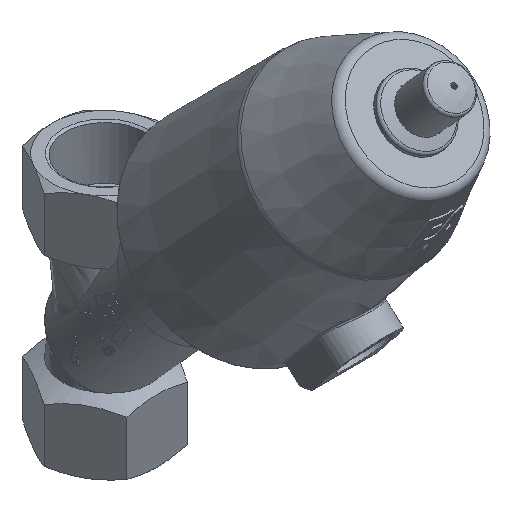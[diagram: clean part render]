
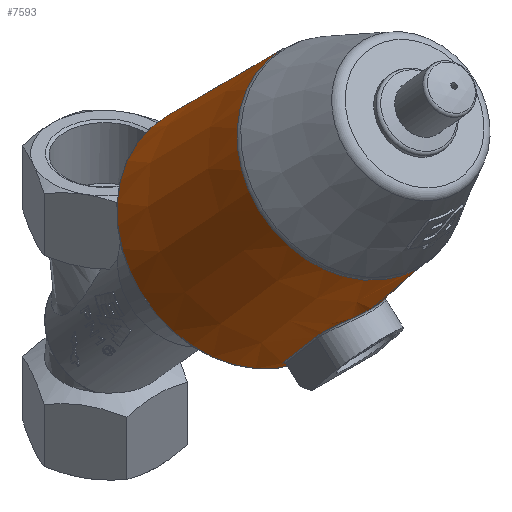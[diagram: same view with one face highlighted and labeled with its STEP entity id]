
A CAD part, isometric view. The second image highlights one B-rep face of the part: STEP entity #7593.
In plain terms, the highlighted conical face has half-angle 3 degrees and reference radius 29.163 mm.
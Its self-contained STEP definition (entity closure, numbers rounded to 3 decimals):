
#134=CONICAL_SURFACE('',#8432,29.163,0.052);
#511=CIRCLE('',#8428,30.472);
#512=CIRCLE('',#8429,30.472);
#513=CIRCLE('',#8430,30.472);
#515=CIRCLE('',#8433,30.318);
#516=CIRCLE('',#8434,27.86);
#517=CIRCLE('',#8435,27.86);
#518=CIRCLE('',#8436,27.86);
#519=CIRCLE('',#8437,30.318);
#824=B_SPLINE_CURVE_WITH_KNOTS('',3,(#16583,#16584,#16585,#16586),
 .UNSPECIFIED.,.F.,.F.,(4,4),(-1.856,-0.398),
 .UNSPECIFIED.);
#825=B_SPLINE_CURVE_WITH_KNOTS('',3,(#16588,#16589,#16590,#16591,#16592,
#16593,#16594),.UNSPECIFIED.,.F.,.F.,(4,1,1,1,4),(-1.517,-1.3,
-0.65,-0.433,0.),.UNSPECIFIED.);
#826=B_SPLINE_CURVE_WITH_KNOTS('',3,(#16603,#16604,#16605,#16606,#16607,
#16608,#16609),.UNSPECIFIED.,.F.,.F.,(4,1,1,1,4),(-3.034,-2.601,
-2.167,-1.734,-1.517),.UNSPECIFIED.);
#827=B_SPLINE_CURVE_WITH_KNOTS('',3,(#16611,#16612,#16613,#16614),
 .UNSPECIFIED.,.F.,.F.,(4,4),(-0.399,-0.391),
 .UNSPECIFIED.);
#1189=LINE('',#16579,#1597);
#1190=LINE('',#16596,#1598);
#1597=VECTOR('',#10210,29.163);
#1598=VECTOR('',#10213,29.163);
#2222=FACE_OUTER_BOUND('',#2684,.T.);
#2684=EDGE_LOOP('',(#6718,#6719,#6720,#6721,#6722,#6723,#6724,#6725,#6726,
#6727,#6728,#6729,#6730,#6731,#6732,#6733));
#3564=VERTEX_POINT('',#16569);
#3565=VERTEX_POINT('',#16571);
#3566=VERTEX_POINT('',#16573);
#3567=VERTEX_POINT('',#16578);
#3568=VERTEX_POINT('',#16580);
#3569=VERTEX_POINT('',#16582);
#3570=VERTEX_POINT('',#16587);
#3571=VERTEX_POINT('',#16595);
#3572=VERTEX_POINT('',#16597);
#3573=VERTEX_POINT('',#16599);
#3574=VERTEX_POINT('',#16602);
#3575=VERTEX_POINT('',#16610);
#4650=EDGE_CURVE('',#3564,#3565,#511,.T.);
#4651=EDGE_CURVE('',#3565,#3566,#512,.T.);
#4652=EDGE_CURVE('',#3566,#3564,#513,.T.);
#4654=EDGE_CURVE('',#3565,#3567,#1189,.T.);
#4655=EDGE_CURVE('',#3568,#3567,#515,.T.);
#4656=EDGE_CURVE('',#3569,#3568,#824,.T.);
#4657=EDGE_CURVE('',#3570,#3569,#825,.T.);
#4658=EDGE_CURVE('',#3570,#3571,#1190,.T.);
#4659=EDGE_CURVE('',#3572,#3571,#516,.T.);
#4660=EDGE_CURVE('',#3573,#3572,#517,.T.);
#4661=EDGE_CURVE('',#3571,#3573,#518,.T.);
#4662=EDGE_CURVE('',#3574,#3570,#826,.T.);
#4663=EDGE_CURVE('',#3575,#3574,#827,.T.);
#4664=EDGE_CURVE('',#3567,#3575,#519,.T.);
#6718=ORIENTED_EDGE('',*,*,#4652,.F.);
#6719=ORIENTED_EDGE('',*,*,#4651,.F.);
#6720=ORIENTED_EDGE('',*,*,#4654,.T.);
#6721=ORIENTED_EDGE('',*,*,#4655,.F.);
#6722=ORIENTED_EDGE('',*,*,#4656,.F.);
#6723=ORIENTED_EDGE('',*,*,#4657,.F.);
#6724=ORIENTED_EDGE('',*,*,#4658,.T.);
#6725=ORIENTED_EDGE('',*,*,#4659,.F.);
#6726=ORIENTED_EDGE('',*,*,#4660,.F.);
#6727=ORIENTED_EDGE('',*,*,#4661,.F.);
#6728=ORIENTED_EDGE('',*,*,#4658,.F.);
#6729=ORIENTED_EDGE('',*,*,#4662,.F.);
#6730=ORIENTED_EDGE('',*,*,#4663,.F.);
#6731=ORIENTED_EDGE('',*,*,#4664,.F.);
#6732=ORIENTED_EDGE('',*,*,#4654,.F.);
#6733=ORIENTED_EDGE('',*,*,#4650,.F.);
#7593=ADVANCED_FACE('',(#2222),#134,.T.);
#8428=AXIS2_PLACEMENT_3D('',#16572,#10200,#10201);
#8429=AXIS2_PLACEMENT_3D('',#16574,#10202,#10203);
#8430=AXIS2_PLACEMENT_3D('',#16575,#10204,#10205);
#8432=AXIS2_PLACEMENT_3D('',#16577,#10208,#10209);
#8433=AXIS2_PLACEMENT_3D('',#16581,#10211,#10212);
#8434=AXIS2_PLACEMENT_3D('',#16598,#10214,#10215);
#8435=AXIS2_PLACEMENT_3D('',#16600,#10216,#10217);
#8436=AXIS2_PLACEMENT_3D('',#16601,#10218,#10219);
#8437=AXIS2_PLACEMENT_3D('',#16615,#10220,#10221);
#10200=DIRECTION('center_axis',(0.,-1.,0.));
#10201=DIRECTION('ref_axis',(-1.,0.,0.));
#10202=DIRECTION('center_axis',(0.,-1.,0.));
#10203=DIRECTION('ref_axis',(-1.,0.,0.));
#10204=DIRECTION('center_axis',(0.,-1.,0.));
#10205=DIRECTION('ref_axis',(-1.,0.,0.));
#10208=DIRECTION('center_axis',(0.,-1.,0.));
#10209=DIRECTION('ref_axis',(1.,0.,0.));
#10210=DIRECTION('',(0.052,0.999,0.));
#10211=DIRECTION('center_axis',(0.,1.,0.));
#10212=DIRECTION('ref_axis',(-1.,0.,0.));
#10213=DIRECTION('',(0.052,0.999,0.));
#10214=DIRECTION('center_axis',(0.,1.,0.));
#10215=DIRECTION('ref_axis',(-1.,0.,0.));
#10216=DIRECTION('center_axis',(0.,1.,0.));
#10217=DIRECTION('ref_axis',(-1.,0.,0.));
#10218=DIRECTION('center_axis',(0.,1.,0.));
#10219=DIRECTION('ref_axis',(-1.,0.,0.));
#10220=DIRECTION('center_axis',(0.,1.,0.));
#10221=DIRECTION('ref_axis',(-1.,0.,0.));
#16569=CARTESIAN_POINT('',(0.,-6.288,30.472));
#16571=CARTESIAN_POINT('',(-30.472,-6.288,0.));
#16572=CARTESIAN_POINT('Origin',(0.,-6.288,0.));
#16573=CARTESIAN_POINT('',(30.472,-6.288,0.));
#16574=CARTESIAN_POINT('Origin',(0.,-6.288,0.));
#16575=CARTESIAN_POINT('Origin',(0.,-6.288,0.));
#16577=CARTESIAN_POINT('Origin',(0.,18.691,0.));
#16578=CARTESIAN_POINT('',(-30.318,-3.341,0.));
#16579=CARTESIAN_POINT('',(-29.163,18.691,0.));
#16580=CARTESIAN_POINT('',(-28.403,-3.341,-10.603));
#16581=CARTESIAN_POINT('Origin',(0.,-3.341,0.));
#16582=CARTESIAN_POINT('',(-27.877,11.204,-9.819));
#16583=CARTESIAN_POINT('Ctrl Pts',(-27.877,11.204,-9.819));
#16584=CARTESIAN_POINT('Ctrl Pts',(-28.054,6.356,-10.081));
#16585=CARTESIAN_POINT('Ctrl Pts',(-28.23,1.507,-10.342));
#16586=CARTESIAN_POINT('Ctrl Pts',(-28.403,-3.341,-10.603));
#16587=CARTESIAN_POINT('',(-29.06,20.659,0.));
#16588=CARTESIAN_POINT('Ctrl Pts',(-29.06,20.659,0.));
#16589=CARTESIAN_POINT('Ctrl Pts',(-29.06,20.659,-0.713));
#16590=CARTESIAN_POINT('Ctrl Pts',(-28.977,20.347,-3.561));
#16591=CARTESIAN_POINT('Ctrl Pts',(-28.439,18.4,-6.746));
#16592=CARTESIAN_POINT('Ctrl Pts',(-27.918,14.782,-9.152));
#16593=CARTESIAN_POINT('Ctrl Pts',(-27.824,12.645,-9.742));
#16594=CARTESIAN_POINT('Ctrl Pts',(-27.877,11.204,-9.819));
#16595=CARTESIAN_POINT('',(-27.86,43.562,0.));
#16596=CARTESIAN_POINT('',(-29.163,18.691,0.));
#16597=CARTESIAN_POINT('',(27.86,43.562,0.));
#16598=CARTESIAN_POINT('Origin',(0.,43.562,0.));
#16599=CARTESIAN_POINT('',(0.,43.562,27.86));
#16600=CARTESIAN_POINT('Origin',(0.,43.562,0.));
#16601=CARTESIAN_POINT('Origin',(0.,43.562,0.));
#16602=CARTESIAN_POINT('',(-27.877,11.204,9.819));
#16603=CARTESIAN_POINT('Ctrl Pts',(-27.877,11.204,9.819));
#16604=CARTESIAN_POINT('Ctrl Pts',(-27.824,12.645,9.742));
#16605=CARTESIAN_POINT('Ctrl Pts',(-27.953,15.503,8.955));
#16606=CARTESIAN_POINT('Ctrl Pts',(-28.572,18.863,6.149));
#16607=CARTESIAN_POINT('Ctrl Pts',(-28.995,20.424,2.848));
#16608=CARTESIAN_POINT('Ctrl Pts',(-29.06,20.658,0.711));
#16609=CARTESIAN_POINT('Ctrl Pts',(-29.06,20.659,0.));
#16610=CARTESIAN_POINT('',(-28.403,-3.341,10.603));
#16611=CARTESIAN_POINT('Ctrl Pts',(-28.403,-3.341,
10.603));
#16612=CARTESIAN_POINT('Ctrl Pts',(-28.228,1.552,10.34));
#16613=CARTESIAN_POINT('Ctrl Pts',(-28.053,6.4,10.078));
#16614=CARTESIAN_POINT('Ctrl Pts',(-27.877,11.204,9.819));
#16615=CARTESIAN_POINT('Origin',(0.,-3.341,0.));
